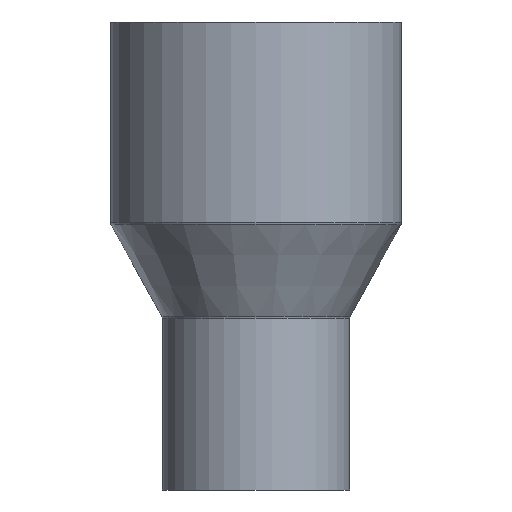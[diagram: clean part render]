
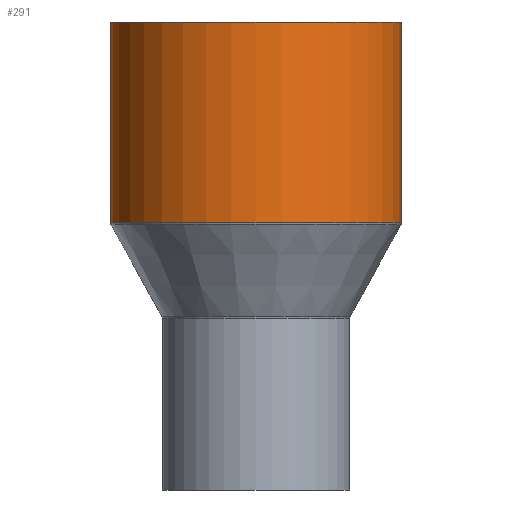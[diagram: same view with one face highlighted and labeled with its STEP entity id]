
A CAD part, front view. The second image highlights one B-rep face of the part: STEP entity #291.
In plain terms, the highlighted cylindrical face has radius 70 mm (diameter 140 mm), a partial arc.
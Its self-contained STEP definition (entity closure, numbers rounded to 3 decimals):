
#21 = EDGE_LOOP ( 'NONE', ( #122, #114, #198, #360 ) ) ;
#31 = LINE ( 'NONE', #36, #144 ) ;
#32 = CARTESIAN_POINT ( 'NONE',  ( -70., 0., 116.89 ) ) ;
#36 = CARTESIAN_POINT ( 'NONE',  ( 70., 0., -16.533 ) ) ;
#53 = AXIS2_PLACEMENT_3D ( 'NONE', #218, #476, #625 ) ;
#60 = VERTEX_POINT ( 'NONE', #370 ) ;
#74 = VERTEX_POINT ( 'NONE', #113 ) ;
#87 = CARTESIAN_POINT ( 'NONE',  ( 0., 0., 116.89 ) ) ;
#113 = CARTESIAN_POINT ( 'NONE',  ( 70., 0., 20.408 ) ) ;
#114 = ORIENTED_EDGE ( 'NONE', *, *, #409, .T. ) ;
#122 = ORIENTED_EDGE ( 'NONE', *, *, #263, .F. ) ;
#131 = CARTESIAN_POINT ( 'NONE',  ( 0., 0., -16.533 ) ) ;
#144 = VECTOR ( 'NONE', #445, 1000. ) ;
#179 = EDGE_CURVE ( 'NONE', #74, #60, #366, .T. ) ;
#182 = DIRECTION ( 'NONE',  ( 0., 0., -1. ) ) ;
#198 = ORIENTED_EDGE ( 'NONE', *, *, #619, .T. ) ;
#218 = CARTESIAN_POINT ( 'NONE',  ( 0., 0., 20.408 ) ) ;
#231 = AXIS2_PLACEMENT_3D ( 'NONE', #131, #280, #543 ) ;
#242 = CARTESIAN_POINT ( 'NONE',  ( 70., 0., 116.89 ) ) ;
#263 = EDGE_CURVE ( 'NONE', #439, #74, #31, .T. ) ;
#280 = DIRECTION ( 'NONE',  ( 0., 0., -1. ) ) ;
#286 = VECTOR ( 'NONE', #593, 1000. ) ;
#291 = ADVANCED_FACE ( 'NONE', ( #590 ), #390, .T. ) ;
#310 = VERTEX_POINT ( 'NONE', #32 ) ;
#360 = ORIENTED_EDGE ( 'NONE', *, *, #179, .F. ) ;
#366 = CIRCLE ( 'NONE', #53, 70. ) ;
#367 = CIRCLE ( 'NONE', #609, 70. ) ;
#370 = CARTESIAN_POINT ( 'NONE',  ( -70., 0., 20.408 ) ) ;
#390 = CYLINDRICAL_SURFACE ( 'NONE', #231, 70. ) ;
#409 = EDGE_CURVE ( 'NONE', #439, #310, #367, .T. ) ;
#439 = VERTEX_POINT ( 'NONE', #242 ) ;
#445 = DIRECTION ( 'NONE',  ( 0., 0., -1. ) ) ;
#449 = CARTESIAN_POINT ( 'NONE',  ( -70., 0., -16.533 ) ) ;
#476 = DIRECTION ( 'NONE',  ( 0., 0., -1. ) ) ;
#511 = LINE ( 'NONE', #449, #286 ) ;
#543 = DIRECTION ( 'NONE',  ( -1., 0., 0. ) ) ;
#590 = FACE_OUTER_BOUND ( 'NONE', #21, .T. ) ;
#593 = DIRECTION ( 'NONE',  ( 0., 0., -1. ) ) ;
#594 = DIRECTION ( 'NONE',  ( -1., 0., 0. ) ) ;
#609 = AXIS2_PLACEMENT_3D ( 'NONE', #87, #182, #594 ) ;
#619 = EDGE_CURVE ( 'NONE', #310, #60, #511, .T. ) ;
#625 = DIRECTION ( 'NONE',  ( -1., 0., 0. ) ) ;
